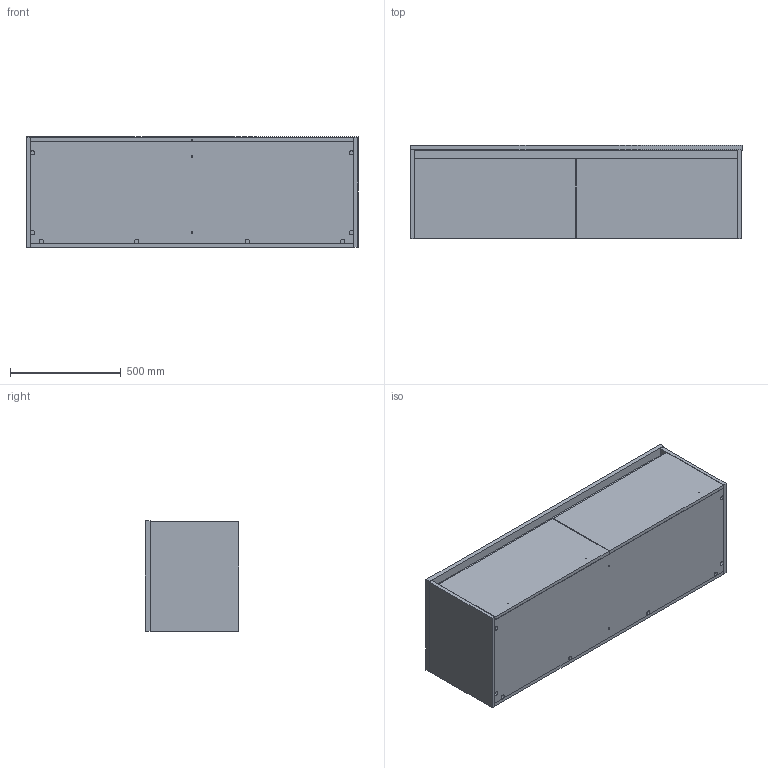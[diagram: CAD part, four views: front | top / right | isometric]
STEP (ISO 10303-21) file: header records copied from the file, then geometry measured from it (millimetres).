
FILE_DESCRIPTION (( 'STEP AP203' ), '1' );
FILE_NAME ('412CP_1500_DB_2DR_KaylaCP - No Tap.STEP', '2022-04-07T00:49:49', ( '' ), ( '' ), 'SwSTEP 2.0', 'SolidWorks 2020', '' );
FILE_SCHEMA (( 'CONFIG_CONTROL_DESIGN' ));
Length unit declared in the file: millimetre
Products named in the file (12): 1500_DB_NoTaphole; PL001190; F412_1500DW2DR; PL001048; PL001187; PL001188; PL001003; 412CP_1500_DB_2DR_KaylaCP - No Tap; PL001206; PL001002; Top Stretcher; PL001192
Assembly tree (12 placements, depth 3):
  412CP_1500_DB_2DR_KaylaCP - No Tap
    1500_DB_NoTaphole
    F412_1500DW2DR
      PL001003
      PL001002
      PL001187
      PL001188
      PL001190
      PL001048  x2
      PL001206
      PL001192
      Top Stretcher
Bounding box: 1500 x 420.5 x 500 mm (x, y, z)
Volume: 57436158.5 mm3; surface area: 7117721.6 mm2
Topology: 11 solids, 11 shells, 218 faces, 480 edges, 320 vertices
Faces by surface type: cylinder 116, plane 102
Entity records: 6418 total; most frequent: DIRECTION 972, CARTESIAN_POINT 856, ORIENTED_EDGE 792, EDGE_CURVE 396, AXIS2_PLACEMENT_3D 380, VERTEX_POINT 264, EDGE_LOOP 244, VECTOR 212
